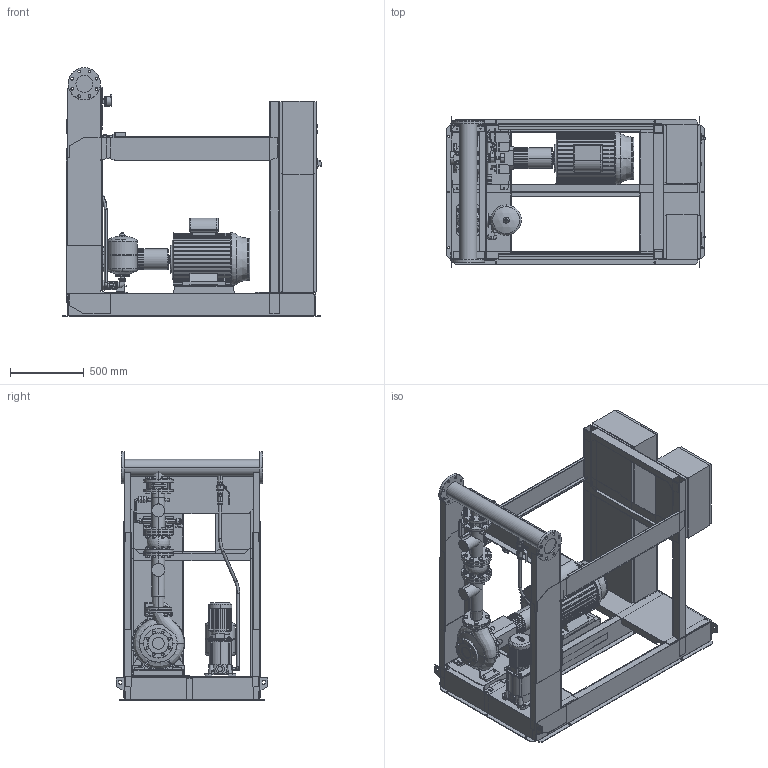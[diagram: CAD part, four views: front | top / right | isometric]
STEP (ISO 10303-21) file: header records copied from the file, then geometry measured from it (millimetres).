
FILE_DESCRIPTION((''),'2;1');
FILE_NAME('3d_Sifire-EN-65_200-197-22_0.75EJ-4183750.stp','2015-05-26T07:13:29',(''),(''),'Mechanical Desktop 2009','Mechanical Desktop 2009',', , ');
FILE_SCHEMA(('CONFIG_CONTROL_DESIGN'));
Length unit declared in the file: millimetre
Products named in the file (1): Product
Bounding box: 1754.5 x 1026 x 1690 mm (x, y, z)
Volume: 306664552.6 mm3; surface area: 22984648 mm2
Topology: 173 solids, 173 shells, 4135 faces, 10051 edges, 6356 vertices
Faces by surface type: plane 1565, bspline 1160, cylinder 852, cone 430, torus 98, sphere 30
Entity records: 132337 total; most frequent: CARTESIAN_POINT 40603, ORIENTED_EDGE 20050, DIRECTION 17561, EDGE_CURVE 10025, VERTEX_POINT 6355, AXIS2_PLACEMENT_3D 6093, VECTOR 5375, LINE 5375
